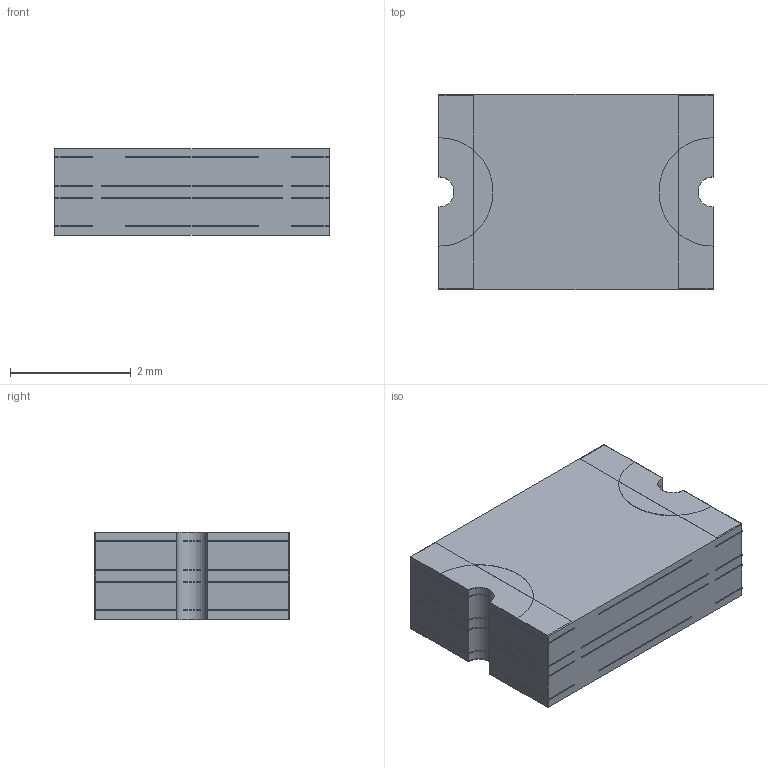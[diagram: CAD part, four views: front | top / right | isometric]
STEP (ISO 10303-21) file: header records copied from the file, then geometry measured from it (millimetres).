
FILE_DESCRIPTION(('FreeCAD Model'),'2;1');
FILE_NAME('1102091.4.1.stp','2021-04-26T16:01:40',( 'Author'),(''),'Open CASCADE STEP processor 6.9','FreeCAD','Unknown' );
FILE_SCHEMA(('AUTOMOTIVE_DESIGN { 1 0 10303 214 1 1 1 1 }'));
Length unit declared in the file: millimetre
Products named in the file (4): ASSEMBLY; Body; Intersect; Terminal
Assembly tree (3 placements, depth 2):
  ASSEMBLY
    Body
    Intersect
    Terminal
Bounding box: 4.55 x 3.24 x 1.46 mm (x, y, z)
Surface area: 183.8 mm2
Topology: 15 solids, 15 shells, 124 faces, 278 edges, 184 vertices
Faces by surface type: plane 110, cylinder 14
Entity records: 7269 total; most frequent: CARTESIAN_POINT 1326, DIRECTION 1086, LINE 746, VECTOR 746, ORIENTED_EDGE 556, PCURVE 556, DEFINITIONAL_REPRESENTATION 556, EDGE_CURVE 278
